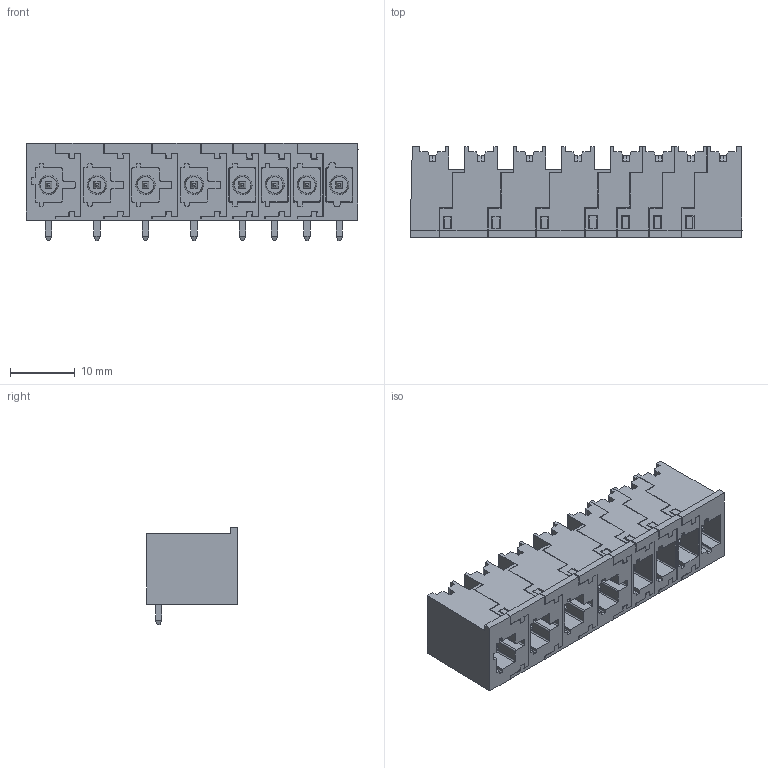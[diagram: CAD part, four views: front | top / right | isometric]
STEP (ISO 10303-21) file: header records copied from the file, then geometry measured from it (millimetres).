
FILE_DESCRIPTION(('CATIA V5 STEP Exchange','CAx-IF Rec.Pracs.--- Model Styling and Organization---1.4--- 2014-01-23'),'2;1');
FILE_NAME ('1361802-2_0_8000078343_8000078343.stp','2021-10-26T11:33:29+00:00',('none'),('Weidmueller'),'CATIA Version 5-6 Release 2016 SP3 HF44','CATIA V5 STEP AP214','none');
FILE_SCHEMA(('AUTOMOTIVE_DESIGN { 1 0 10303 214 1 1 1 1 }'));
Length unit declared in the file: millimetre
Products named in the file (1): 8000078343
Bounding box: 51.4 x 14 x 15.1 mm (x, y, z)
Volume: 5364.4 mm3; surface area: 9263.8 mm2
Topology: 16 solids, 16 shells, 986 faces, 2764 edges, 1825 vertices
Faces by surface type: plane 852, extrusion 48, cylinder 38, revolution 32, cone 16
Entity records: 32820 total; most frequent: CARTESIAN_POINT 7650, ORIENTED_EDGE 5528, DIRECTION 4486, EDGE_CURVE 2764, VECTOR 2536, LINE 2488, VERTEX_POINT 1825, EDGE_LOOP 1045
